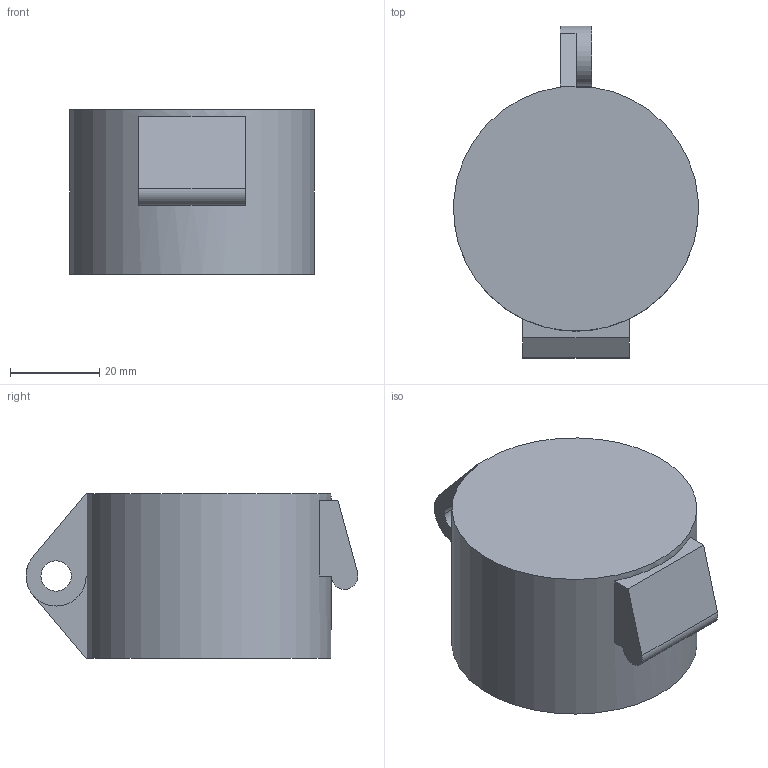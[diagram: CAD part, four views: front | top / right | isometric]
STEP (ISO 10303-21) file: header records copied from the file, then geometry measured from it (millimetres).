
FILE_DESCRIPTION((''),'2;1');
FILE_NAME('LAY5S-BE803','2023-12-01T',('sipei.wu'),(''),'PRO/ENGINEER BY PARAMETRIC TECHNOLOGY CORPORATION, 2015440','PRO/ENGINEER BY PARAMETRIC TECHNOLOGY CORPORATION, 2015440','');
FILE_SCHEMA(('CONFIG_CONTROL_DESIGN'));
Length unit declared in the file: millimetre
Products named in the file (1): LAY5S-BE803
Bounding box: 54.88 x 74.49 x 37 mm (x, y, z)
Volume: 24101.1 mm3; surface area: 21143.2 mm2
Topology: 1 solids, 1 shells, 40 faces, 99 edges, 62 vertices
Faces by surface type: plane 30, cylinder 10
Entity records: 1219 total; most frequent: DIRECTION 205, CARTESIAN_POINT 201, ORIENTED_EDGE 198, EDGE_CURVE 99, VECTOR 73, LINE 73, AXIS2_PLACEMENT_3D 66, VERTEX_POINT 62
